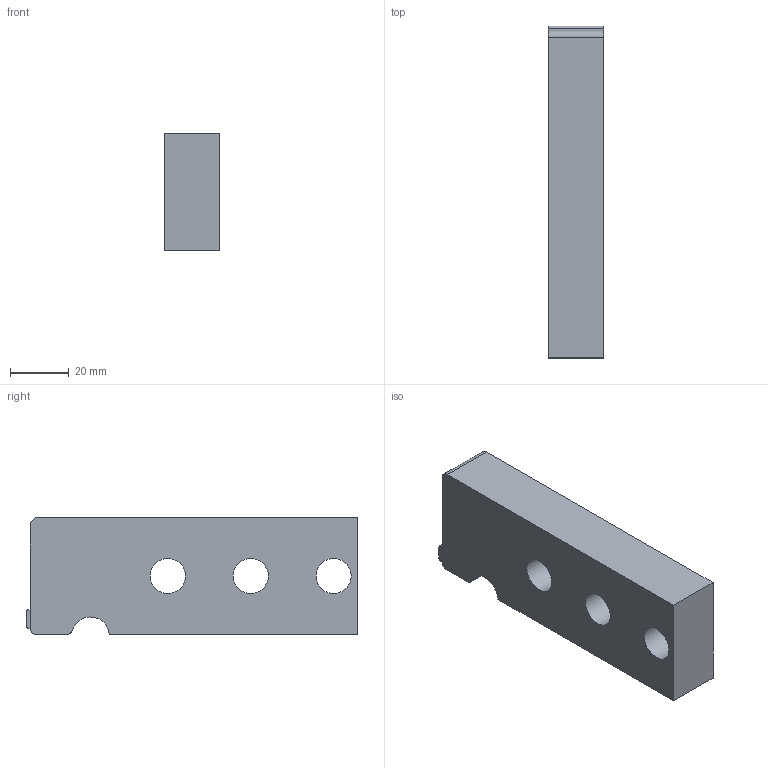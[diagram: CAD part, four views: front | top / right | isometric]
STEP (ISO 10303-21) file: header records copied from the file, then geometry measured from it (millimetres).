
FILE_DESCRIPTION(('FreeCAD Model'),'2;1');
FILE_NAME('Open CASCADE Shape Model','2024-02-26T19:01:18',(''),(''), 'Open CASCADE STEP processor 7.6','FreeCAD','Unknown');
FILE_SCHEMA(('AUTOMOTIVE_DESIGN { 1 0 10303 214 1 1 1 1 }'));
Length unit declared in the file: millimetre
Products named in the file (2): Test Load; Body003
Assembly tree (1 placements, depth 2):
  Test Load
    Body003
Bounding box: 19 x 113.48 x 40 mm (x, y, z)
Volume: 77647.3 mm3; surface area: 16214 mm2
Topology: 1 solids, 1 shells, 21 faces, 53 edges, 34 vertices
Faces by surface type: plane 12, cylinder 9
Full cylindrical faces by diameter (mm): 12 x3
Entity records: 1380 total; most frequent: CARTESIAN_POINT 228, DIRECTION 221, LINE 123, VECTOR 123, ORIENTED_EDGE 106, PCURVE 106, DEFINITIONAL_REPRESENTATION 106, EDGE_CURVE 53
